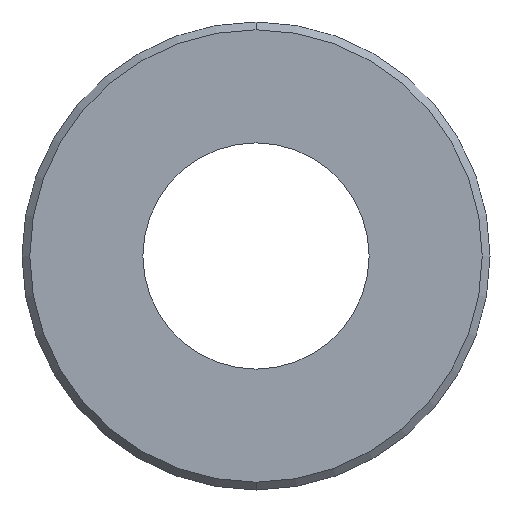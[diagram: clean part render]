
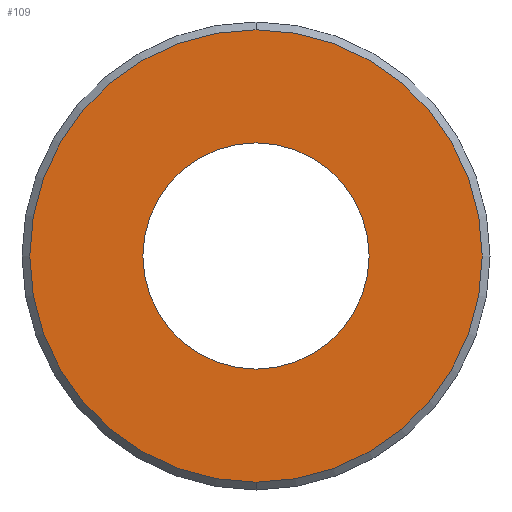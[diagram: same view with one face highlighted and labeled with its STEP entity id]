
A CAD part, front view. The second image highlights one B-rep face of the part: STEP entity #109.
In plain terms, the highlighted planar face has unit normal (0, -1, 0).
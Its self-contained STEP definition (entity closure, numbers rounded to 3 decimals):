
#17 = CARTESIAN_POINT ( 'NONE',  ( 0., 0., 0. ) ) ;
#18 = DIRECTION ( 'NONE',  ( 0., 0., -1. ) ) ;
#19 = DIRECTION ( 'NONE',  ( 0., -1., 0. ) ) ;
#20 = CIRCLE ( 'NONE', #21, 7.25 ) ;
#21 = AXIS2_PLACEMENT_3D ( 'NONE', #17, #19, #18 ) ;
#58 = EDGE_LOOP ( 'NONE', ( #63, #68 ) ) ;
#63 = ORIENTED_EDGE ( 'NONE', *, *, #112, .T. ) ;
#67 = EDGE_CURVE ( 'NONE', #130, #89, #185, .T. ) ;
#68 = ORIENTED_EDGE ( 'NONE', *, *, #99, .T. ) ;
#87 = VERTEX_POINT ( 'NONE', #231 ) ;
#89 = VERTEX_POINT ( 'NONE', #235 ) ;
#97 = VERTEX_POINT ( 'NONE', #234 ) ;
#99 = EDGE_CURVE ( 'NONE', #87, #97, #251, .T. ) ;
#109 = ADVANCED_FACE ( 'NONE', ( #224, #258 ), #233, .T. ) ;
#111 = EDGE_LOOP ( 'NONE', ( #113, #115 ) ) ;
#112 = EDGE_CURVE ( 'NONE', #97, #87, #271, .T. ) ;
#113 = ORIENTED_EDGE ( 'NONE', *, *, #67, .F. ) ;
#115 = ORIENTED_EDGE ( 'NONE', *, *, #128, .F. ) ;
#128 = EDGE_CURVE ( 'NONE', #89, #130, #20, .T. ) ;
#130 = VERTEX_POINT ( 'NONE', #168 ) ;
#152 = DIRECTION ( 'NONE',  ( 0., 0., -1. ) ) ;
#153 = DIRECTION ( 'NONE',  ( 0., -1., 0. ) ) ;
#154 = CARTESIAN_POINT ( 'NONE',  ( 0., 0., 0. ) ) ;
#155 = AXIS2_PLACEMENT_3D ( 'NONE', #154, #153, #152 ) ;
#168 = CARTESIAN_POINT ( 'NONE',  ( 0., 0., -7.25 ) ) ;
#185 = CIRCLE ( 'NONE', #155, 7.25 ) ;
#210 = DIRECTION ( 'NONE',  ( 0., 0., -1. ) ) ;
#211 = DIRECTION ( 'NONE',  ( 0., -1., 0. ) ) ;
#224 = FACE_OUTER_BOUND ( 'NONE', #58, .T. ) ;
#231 = CARTESIAN_POINT ( 'NONE',  ( 0., 0., -14.5 ) ) ;
#232 = CARTESIAN_POINT ( 'NONE',  ( 7.25, 0., 0. ) ) ;
#233 = PLANE ( 'NONE',  #270 ) ;
#234 = CARTESIAN_POINT ( 'NONE',  ( 0., 0., 14.5 ) ) ;
#235 = CARTESIAN_POINT ( 'NONE',  ( 0., 0., 7.25 ) ) ;
#243 = DIRECTION ( 'NONE',  ( 0., 0., -1. ) ) ;
#244 = DIRECTION ( 'NONE',  ( 0., -1., 0. ) ) ;
#245 = CARTESIAN_POINT ( 'NONE',  ( 0., 0., 0. ) ) ;
#246 = AXIS2_PLACEMENT_3D ( 'NONE', #245, #244, #243 ) ;
#251 = CIRCLE ( 'NONE', #267, 14.5 ) ;
#253 = CARTESIAN_POINT ( 'NONE',  ( 0., 0., 0. ) ) ;
#258 = FACE_BOUND ( 'NONE', #111, .T. ) ;
#260 = DIRECTION ( 'NONE',  ( 0., 0., -1. ) ) ;
#267 = AXIS2_PLACEMENT_3D ( 'NONE', #253, #269, #260 ) ;
#269 = DIRECTION ( 'NONE',  ( 0., -1., 0. ) ) ;
#270 = AXIS2_PLACEMENT_3D ( 'NONE', #232, #211, #210 ) ;
#271 = CIRCLE ( 'NONE', #246, 14.5 ) ;
